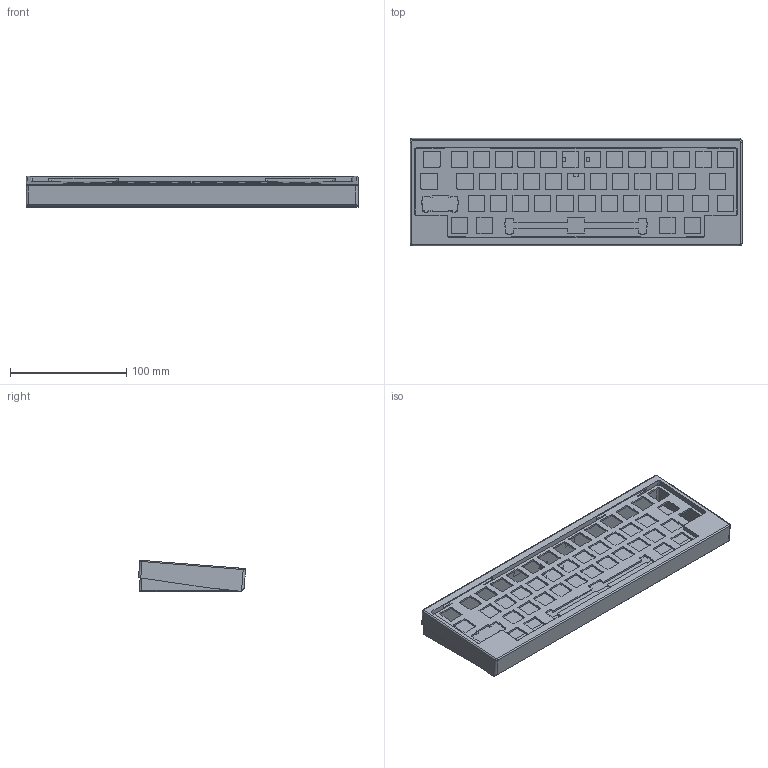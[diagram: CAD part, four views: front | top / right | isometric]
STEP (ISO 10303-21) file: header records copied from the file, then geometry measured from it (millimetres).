
FILE_DESCRIPTION(/* description */ (''),/* implementation_level */ '2;1');
FILE_NAME(/* name */ 'ark40.step',/* time_stamp */ '2023-07-08T09:02:55+05:30',/* author */ (''),/* organization */ (''),/* preprocessor_version */ 'ST-DEVELOPER v19.2',/* originating_system */ 'Autodesk Translation Framework v12.6.0.85',/* authorisation */ '');
FILE_SCHEMA (('AUTOMOTIVE_DESIGN { 1 0 10303 214 3 1 1 }'));
Length unit declared in the file: millimetre
Products named in the file (4): ark40; top; bottom; plate
Assembly tree (3 placements, depth 2):
  ark40
    top
    bottom
    plate
Bounding box: 285.23 x 92.02 x 26.9 mm (x, y, z)
Volume: 154073.5 mm3; surface area: 143361 mm2
Topology: 3 solids, 3 shells, 754 faces, 2190 edges, 1454 vertices
Faces by surface type: plane 413, cylinder 323, bspline 13, cone 5
Full cylindrical faces by diameter (mm): 2.25 x5, 4.2 x5, 8.1 x4
Entity records: 25588 total; most frequent: CARTESIAN_POINT 4779, ORIENTED_EDGE 4380, DIRECTION 4318, EDGE_CURVE 2190, LINE 1500, VECTOR 1500, VERTEX_POINT 1454, AXIS2_PLACEMENT_3D 1409
